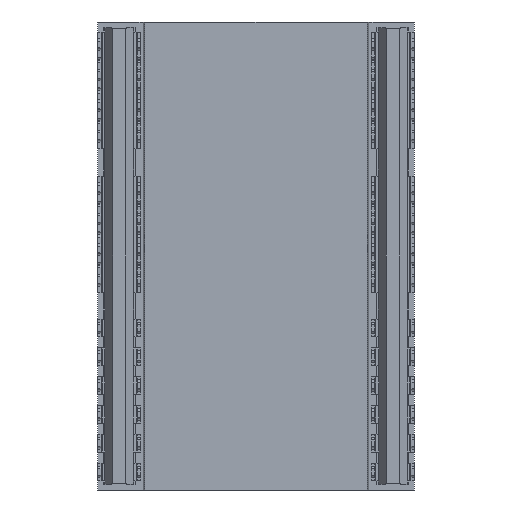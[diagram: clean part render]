
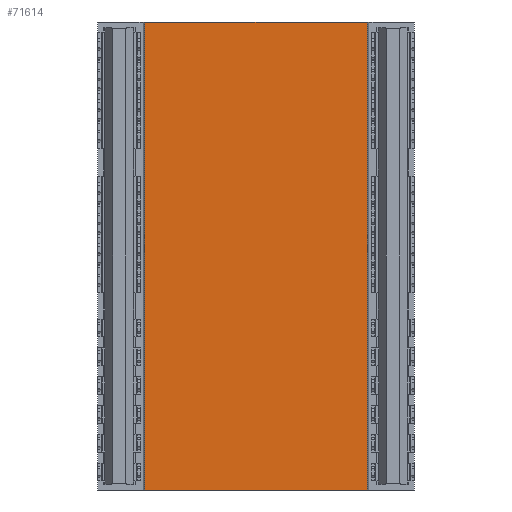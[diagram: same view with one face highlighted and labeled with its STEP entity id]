
A CAD part, front view. The second image highlights one B-rep face of the part: STEP entity #71614.
In plain terms, the highlighted planar face has unit normal (0, -1, 0).
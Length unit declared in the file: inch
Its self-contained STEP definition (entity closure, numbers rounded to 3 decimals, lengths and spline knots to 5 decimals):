
#9778 = CARTESIAN_POINT ( 'NONE',  ( -0.30356, 0.011, -0.63976 ) ) ;
#9779 = CARTESIAN_POINT ( 'NONE',  ( -0.30356, 0.011, 0.63976 ) ) ;
#9780 = CARTESIAN_POINT ( 'NONE',  ( 0.30356, 0.011, -0.63976 ) ) ;
#9781 = CARTESIAN_POINT ( 'NONE',  ( 0.30356, 0.011, 0.63976 ) ) ;
#14709 = VERTEX_POINT ( 'NONE', #9778 ) ;
#14710 = VERTEX_POINT ( 'NONE', #9779 ) ;
#14712 = VERTEX_POINT ( 'NONE', #9780 ) ;
#14714 = VERTEX_POINT ( 'NONE', #9781 ) ;
#16260 = EDGE_CURVE ( 'NONE', #14710, #14714, #26305, .T. ) ;
#16396 = EDGE_CURVE ( 'NONE', #14710, #14709, #21261, .T. ) ;
#16399 = EDGE_CURVE ( 'NONE', #14714, #14712, #21264, .T. ) ;
#16400 = EDGE_CURVE ( 'NONE', #14709, #14712, #21265, .T. ) ;
#21261 = LINE ( 'NONE', #22518, #29918 ) ;
#21264 = LINE ( 'NONE', #22524, #26837 ) ;
#21265 = LINE ( 'NONE', #22526, #26851 ) ;
#22518 = CARTESIAN_POINT ( 'NONE',  ( -0.30356, 0.011, 0.63976 ) ) ;
#22519 = DIRECTION ( 'NONE',  ( 0., 0., -1. ) ) ;
#22524 = CARTESIAN_POINT ( 'NONE',  ( 0.30356, 0.011, 0.63976 ) ) ;
#22525 = DIRECTION ( 'NONE',  ( 0., 0., -1. ) ) ;
#22526 = CARTESIAN_POINT ( 'NONE',  ( -0.30356, 0.011, -0.63976 ) ) ;
#22527 = DIRECTION ( 'NONE',  ( 1., 0., 0. ) ) ;
#24849 = CARTESIAN_POINT ( 'NONE',  ( -0.30356, 0.011, 0.63976 ) ) ;
#24850 = DIRECTION ( 'NONE',  ( 1., 0., 0. ) ) ;
#26305 = LINE ( 'NONE', #24849, #29970 ) ;
#26837 = VECTOR ( 'NONE', #22525, 39.37008 ) ;
#26851 = VECTOR ( 'NONE', #22527, 39.37008 ) ;
#29111 = ORIENTED_EDGE ( 'NONE', *, *, #16400, .T. ) ;
#29112 = ORIENTED_EDGE ( 'NONE', *, *, #16260, .F. ) ;
#29113 = ORIENTED_EDGE ( 'NONE', *, *, #16399, .F. ) ;
#29114 = ORIENTED_EDGE ( 'NONE', *, *, #16396, .T. ) ;
#29918 = VECTOR ( 'NONE', #22519, 39.37008 ) ;
#29970 = VECTOR ( 'NONE', #24850, 39.37008 ) ;
#53064 = FACE_OUTER_BOUND ( 'NONE', #74206, .T. ) ;
#54491 = PLANE ( 'NONE',  #55144 ) ;
#54492 = CARTESIAN_POINT ( 'NONE',  ( -0.30356, 0.011, 0.63976 ) ) ;
#54493 = DIRECTION ( 'NONE',  ( 0., 1., 0. ) ) ;
#54494 = DIRECTION ( 'NONE',  ( -1., 0., 0. ) ) ;
#55144 = AXIS2_PLACEMENT_3D ( 'NONE', #54492, #54493, #54494 ) ;
#71614 = ADVANCED_FACE ( 'NONE', ( #53064 ), #54491, .F. ) ;
#74206 = EDGE_LOOP ( 'NONE', ( #29111, #29113, #29112, #29114 ) ) ;
